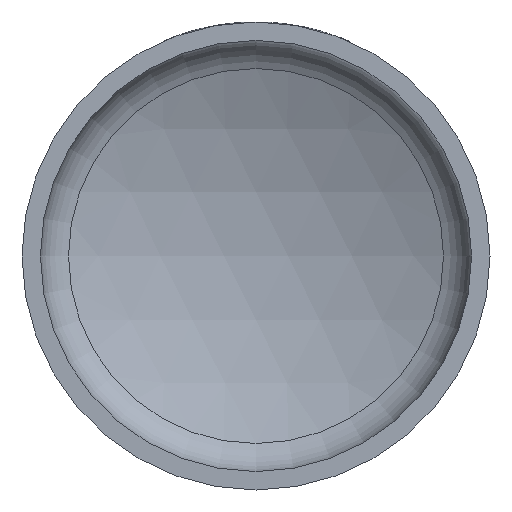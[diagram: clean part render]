
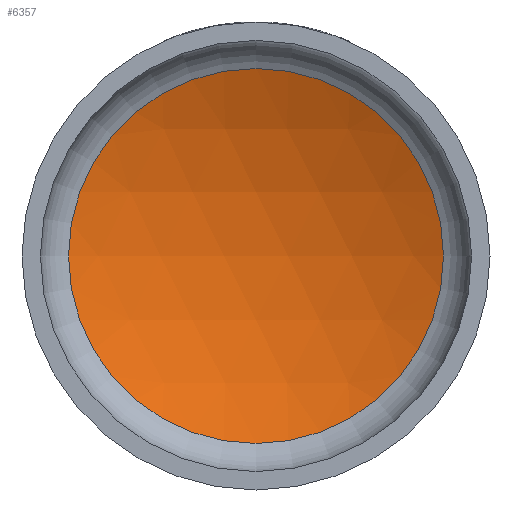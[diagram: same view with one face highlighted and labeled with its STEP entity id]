
A CAD part, front view. The second image highlights one B-rep face of the part: STEP entity #6357.
In plain terms, the highlighted spherical face has radius 76.1 mm.
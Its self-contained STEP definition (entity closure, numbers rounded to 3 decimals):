
#2816 = FACE_OUTER_BOUND ( 'NONE', #13828, .T. ) ;
#5276 = SPHERICAL_SURFACE ( 'NONE', #6174, 76.1 ) ;
#6174 = AXIS2_PLACEMENT_3D ( 'NONE', #16769, #13327, #19832 ) ;
#6350 = DIRECTION ( 'NONE',  ( 0., -1., 0. ) ) ;
#6357 = ADVANCED_FACE ( 'NONE', ( #2816 ), #5276, .F. ) ;
#7760 = CARTESIAN_POINT ( 'NONE',  ( 0., 20.973, -30.489 ) ) ;
#9417 = DIRECTION ( 'NONE',  ( 0., 0., -1. ) ) ;
#9556 = CARTESIAN_POINT ( 'NONE',  ( 0., 20.973, 0. ) ) ;
#11883 = ORIENTED_EDGE ( 'NONE', *, *, #13428, .T. ) ;
#13327 = DIRECTION ( 'NONE',  ( 0., 0., 1. ) ) ;
#13428 = EDGE_CURVE ( 'NONE', #20200, #20200, #16419, .T. ) ;
#13828 = EDGE_LOOP ( 'NONE', ( #11883 ) ) ;
#16419 = CIRCLE ( 'NONE', #19826, 30.489 ) ;
#16769 = CARTESIAN_POINT ( 'NONE',  ( 0., -48.753, 0. ) ) ;
#19826 = AXIS2_PLACEMENT_3D ( 'NONE', #9556, #6350, #9417 ) ;
#19832 = DIRECTION ( 'NONE',  ( 1., 0., 0. ) ) ;
#20200 = VERTEX_POINT ( 'NONE', #7760 ) ;
